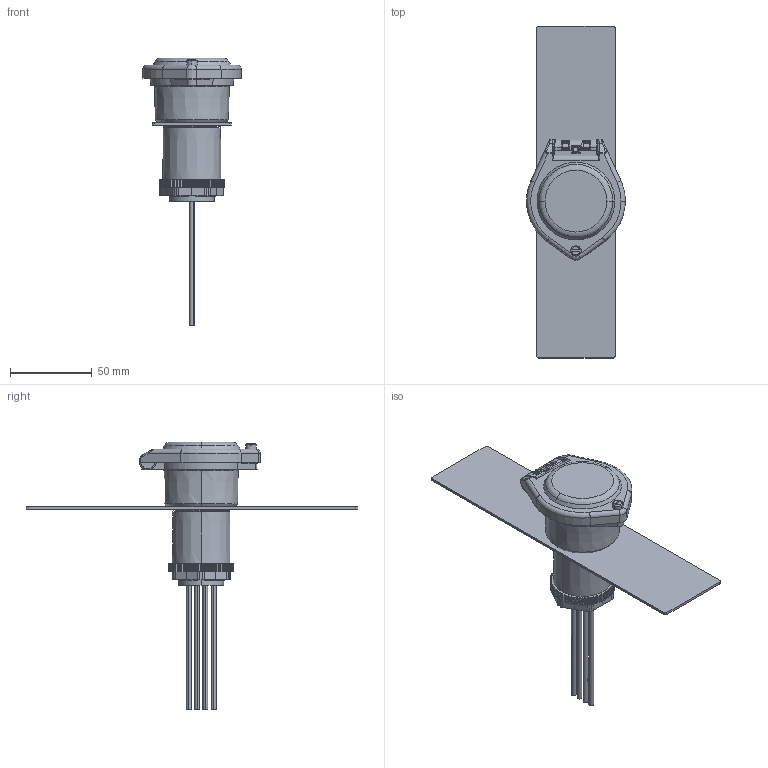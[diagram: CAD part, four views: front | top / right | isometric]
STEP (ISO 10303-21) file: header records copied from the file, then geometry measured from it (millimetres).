
FILE_DESCRIPTION (( 'STEP AP203' ), '1' );
FILE_NAME ('R-3MT-VI-3K_10-DCLL-SR-KIT-F_3D.STEP', '2024-04-12T14:19:50', ( '' ), ( '' ), 'SwSTEP 2.0', 'SolidWorks 2023', '' );
FILE_SCHEMA (( 'CONFIG_CONTROL_DESIGN' ));
Length unit declared in the file: millimetre
Products named in the file (13): Z-120-30MPESDOR-B; Z-990-31P5X2P5A70-RING; Z-990-37P7X3P5A50-RING; Z-004-440S51-INSERT; R-3MT-VI_BODY; Z-000-4407_16 SCPTVSS; R-3MT-VI-3K_10-DCLL-SR-KIT-F_FP060_1; R-3MT-VI-3K_10-DCLL-SR-KIT-F_3D; R-3MT-VI-CAP_Closed; Z-120-30MPESDOR-C; Z-120-30X31-SPACER; Z-120-30X1-5-NUT; R-3MT-VI
Assembly tree (12 placements, depth 3):
  R-3MT-VI-3K_10-DCLL-SR-KIT-F_3D
    R-3MT-VI-3K_10-DCLL-SR-KIT-F_FP060_1
    R-3MT-VI-CAP_Closed
      Z-120-30MPESDOR-B
      Z-004-440S51-INSERT
      Z-120-30MPESDOR-C
      Z-000-4407_16 SCPTVSS
      Z-990-31P5X2P5A70-RING
      Z-990-37P7X3P5A50-RING
    R-3MT-VI
      R-3MT-VI_BODY
      Z-120-30X31-SPACER
      Z-120-30X1-5-NUT
Bounding box: 60.43 x 203.2 x 163.98 mm (x, y, z)
Volume: 126060.1 mm3; surface area: 76388.5 mm2
Topology: 10 solids, 16 shells, 1843 faces, 4418 edges, 2619 vertices
Faces by surface type: plane 743, cylinder 468, bspline 437, cone 123, torus 70, sphere 2
Entity records: 571996 total; most frequent: CARTESIAN_POINT 534388, ORIENTED_EDGE 8824, DIRECTION 5739, EDGE_CURVE 4412, VERTEX_POINT 2619, AXIS2_PLACEMENT_3D 2011, EDGE_LOOP 1887, FACE_OUTER_BOUND 1843
